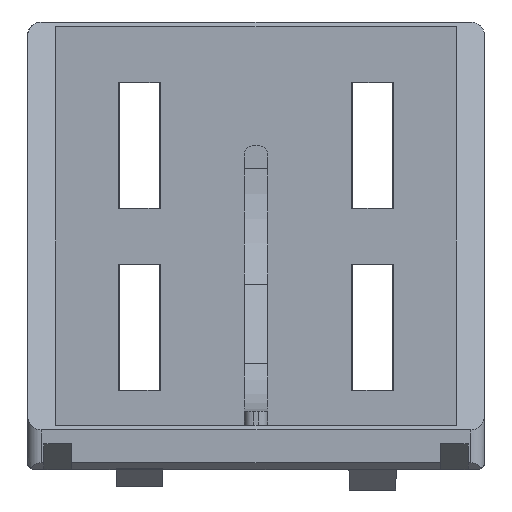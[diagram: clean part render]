
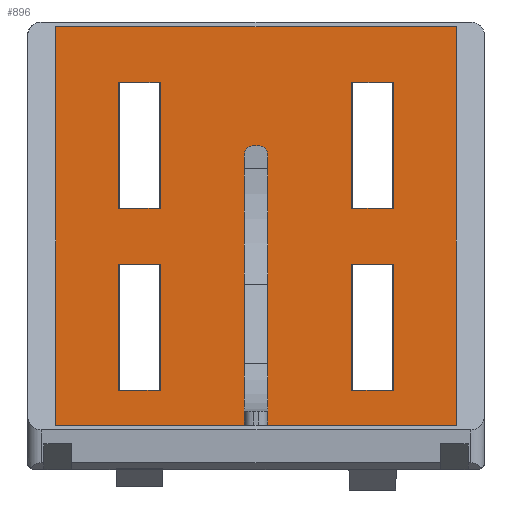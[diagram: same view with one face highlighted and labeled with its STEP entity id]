
A CAD part, front view. The second image highlights one B-rep face of the part: STEP entity #896.
In plain terms, the highlighted planar face has unit normal (0, -1, 0).
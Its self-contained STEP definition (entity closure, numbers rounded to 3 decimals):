
#896=ADVANCED_FACE('',(#1873,#1874,#1875,#1876,#1877),#1878,.F.);
#1873=FACE_OUTER_BOUND('',#2893,.T.);
#1874=FACE_BOUND('',#2894,.T.);
#1875=FACE_BOUND('',#2895,.T.);
#1876=FACE_BOUND('',#2896,.T.);
#1877=FACE_BOUND('',#2897,.T.);
#1878=PLANE('',#2898);
#2893=EDGE_LOOP('',(#5685,#5686,#5687,#5688,#5689,#5690,#5691,#5692,#5693,#5694));
#2894=EDGE_LOOP('',(#5695,#5696,#5697,#5698));
#2895=EDGE_LOOP('',(#5699,#5700,#5701,#5702));
#2896=EDGE_LOOP('',(#5703,#5704,#5705,#5706));
#2897=EDGE_LOOP('',(#5707,#5708,#5709,#5710));
#2898=AXIS2_PLACEMENT_3D('',#5711,#5712,#5713);
#5685=ORIENTED_EDGE('',*,*,#7206,.F.);
#5686=ORIENTED_EDGE('',*,*,#7207,.T.);
#5687=ORIENTED_EDGE('',*,*,#7208,.F.);
#5688=ORIENTED_EDGE('',*,*,#6172,.T.);
#5689=ORIENTED_EDGE('',*,*,#6164,.T.);
#5690=ORIENTED_EDGE('',*,*,#6162,.F.);
#5691=ORIENTED_EDGE('',*,*,#7209,.F.);
#5692=ORIENTED_EDGE('',*,*,#6170,.T.);
#5693=ORIENTED_EDGE('',*,*,#7210,.T.);
#5694=ORIENTED_EDGE('',*,*,#7211,.T.);
#5695=ORIENTED_EDGE('',*,*,#7187,.F.);
#5696=ORIENTED_EDGE('',*,*,#7212,.F.);
#5697=ORIENTED_EDGE('',*,*,#7198,.T.);
#5698=ORIENTED_EDGE('',*,*,#7213,.T.);
#5699=ORIENTED_EDGE('',*,*,#7214,.T.);
#5700=ORIENTED_EDGE('',*,*,#7215,.F.);
#5701=ORIENTED_EDGE('',*,*,#7216,.F.);
#5702=ORIENTED_EDGE('',*,*,#7217,.T.);
#5703=ORIENTED_EDGE('',*,*,#7218,.T.);
#5704=ORIENTED_EDGE('',*,*,#7219,.F.);
#5705=ORIENTED_EDGE('',*,*,#7220,.F.);
#5706=ORIENTED_EDGE('',*,*,#7221,.T.);
#5707=ORIENTED_EDGE('',*,*,#7182,.F.);
#5708=ORIENTED_EDGE('',*,*,#7204,.F.);
#5709=ORIENTED_EDGE('',*,*,#7193,.T.);
#5710=ORIENTED_EDGE('',*,*,#7190,.T.);
#5711=CARTESIAN_POINT('',(0.,-9.5,9.5));
#5712=DIRECTION('',(0.,1.0,0.));
#5713=DIRECTION('',(1.0,0.0,0.));
#6162=EDGE_CURVE('',#7412,#7407,#7414,.F.);
#6164=EDGE_CURVE('',#7416,#7407,#7417,.T.);
#6170=EDGE_CURVE('',#7427,#7425,#7428,.F.);
#6172=EDGE_CURVE('',#7430,#7416,#7431,.F.);
#7182=EDGE_CURVE('',#8946,#8948,#8949,.T.);
#7187=EDGE_CURVE('',#8954,#8956,#8957,.T.);
#7190=EDGE_CURVE('',#8960,#8948,#8961,.F.);
#7193=EDGE_CURVE('',#8964,#8960,#8965,.T.);
#7198=EDGE_CURVE('',#8972,#8970,#8973,.T.);
#7204=EDGE_CURVE('',#8964,#8946,#8980,.T.);
#7206=EDGE_CURVE('',#8982,#8983,#8984,.F.);
#7207=EDGE_CURVE('',#8982,#8985,#8986,.T.);
#7208=EDGE_CURVE('',#7430,#8985,#8987,.T.);
#7209=EDGE_CURVE('',#7427,#7412,#8988,.F.);
#7210=EDGE_CURVE('',#7425,#8989,#8990,.T.);
#7211=EDGE_CURVE('',#8989,#8983,#8991,.T.);
#7212=EDGE_CURVE('',#8972,#8954,#8992,.F.);
#7213=EDGE_CURVE('',#8970,#8956,#8993,.T.);
#7214=EDGE_CURVE('',#8994,#8995,#8996,.F.);
#7215=EDGE_CURVE('',#8997,#8995,#8998,.T.);
#7216=EDGE_CURVE('',#8999,#8997,#9000,.F.);
#7217=EDGE_CURVE('',#8999,#8994,#9001,.F.);
#7218=EDGE_CURVE('',#9002,#9003,#9004,.F.);
#7219=EDGE_CURVE('',#9005,#9003,#9006,.T.);
#7220=EDGE_CURVE('',#9007,#9005,#9008,.F.);
#7221=EDGE_CURVE('',#9007,#9002,#9009,.F.);
#7407=VERTEX_POINT('',#9244);
#7412=VERTEX_POINT('',#9251);
#7414=LINE('',#9254,#9255);
#7416=VERTEX_POINT('',#9257);
#7417=LINE('',#9258,#9259);
#7425=VERTEX_POINT('',#9269);
#7427=VERTEX_POINT('',#9272);
#7428=LINE('',#9273,#9274);
#7430=VERTEX_POINT('',#9277);
#7431=LINE('',#9278,#9279);
#8946=VERTEX_POINT('',#11469);
#8948=VERTEX_POINT('',#11472);
#8949=LINE('',#11473,#11474);
#8954=VERTEX_POINT('',#11481);
#8956=VERTEX_POINT('',#11484);
#8957=LINE('',#11485,#11486);
#8960=VERTEX_POINT('',#11490);
#8961=LINE('',#11491,#11492);
#8964=VERTEX_POINT('',#11496);
#8965=LINE('',#11497,#11498);
#8970=VERTEX_POINT('',#11505);
#8972=VERTEX_POINT('',#11508);
#8973=LINE('',#11509,#11510);
#8980=LINE('',#11520,#11521);
#8982=VERTEX_POINT('',#11523);
#8983=VERTEX_POINT('',#11524);
#8984=LINE('',#11525,#11526);
#8985=VERTEX_POINT('',#11527);
#8986=CIRCLE('',#11528,2.0);
#8987=LINE('',#11529,#11530);
#8988=LINE('',#11531,#11532);
#8989=VERTEX_POINT('',#11533);
#8990=LINE('',#11534,#11535);
#8991=CIRCLE('',#11536,2.0);
#8992=LINE('',#11537,#11538);
#8993=LINE('',#11539,#11540);
#8994=VERTEX_POINT('',#11541);
#8995=VERTEX_POINT('',#11542);
#8996=LINE('',#11543,#11544);
#8997=VERTEX_POINT('',#11545);
#8998=LINE('',#11546,#11547);
#8999=VERTEX_POINT('',#11548);
#9000=LINE('',#11549,#11550);
#9001=LINE('',#11551,#11552);
#9002=VERTEX_POINT('',#11553);
#9003=VERTEX_POINT('',#11554);
#9004=LINE('',#11555,#11556);
#9005=VERTEX_POINT('',#11557);
#9006=LINE('',#11558,#11559);
#9007=VERTEX_POINT('',#11560);
#9008=LINE('',#11561,#11562);
#9009=LINE('',#11563,#11564);
#9244=CARTESIAN_POINT('',(43.0,-9.5,95.0));
#9251=CARTESIAN_POINT('',(-43.0,-9.5,95.0));
#9254=CARTESIAN_POINT('',(0.,-9.5,95.0));
#9255=VECTOR('',#11825,1.0);
#9257=CARTESIAN_POINT('',(43.0,-9.5,9.5));
#9258=CARTESIAN_POINT('',(43.0,-9.5,4.75));
#9259=VECTOR('',#11826,1.0);
#9269=CARTESIAN_POINT('',(-2.5,-9.5,9.5));
#9272=CARTESIAN_POINT('',(-43.0,-9.5,9.5));
#9273=CARTESIAN_POINT('',(0.,-9.5,9.5));
#9274=VECTOR('',#11833,1.0);
#9277=CARTESIAN_POINT('',(2.5,-9.5,9.5));
#9278=CARTESIAN_POINT('',(0.,-9.5,9.5));
#9279=VECTOR('',#11835,1.0);
#11469=CARTESIAN_POINT('',(-20.568,-9.5,17.0));
#11472=CARTESIAN_POINT('',(-20.57,-9.5,44.082));
#11473=CARTESIAN_POINT('',(-20.567,-9.5,4.149));
#11474=VECTOR('',#12722,1.0);
#11481=CARTESIAN_POINT('',(-20.571,-9.5,56.0));
#11484=CARTESIAN_POINT('',(-20.573,-9.5,83.082));
#11485=CARTESIAN_POINT('',(-20.567,-9.5,4.149));
#11486=VECTOR('',#12726,1.0);
#11490=CARTESIAN_POINT('',(-29.436,-9.5,44.082));
#11491=CARTESIAN_POINT('',(-15.275,-9.5,44.082));
#11492=VECTOR('',#12728,1.0);
#11496=CARTESIAN_POINT('',(-29.434,-9.5,17.0));
#11497=CARTESIAN_POINT('',(-29.433,-9.5,4.149));
#11498=VECTOR('',#12730,1.0);
#11505=CARTESIAN_POINT('',(-29.439,-9.5,83.082));
#11508=CARTESIAN_POINT('',(-29.437,-9.5,56.0));
#11509=CARTESIAN_POINT('',(-29.433,-9.5,4.149));
#11510=VECTOR('',#12734,1.0);
#11520=CARTESIAN_POINT('',(-10.325,-9.5,17.0));
#11521=VECTOR('',#12738,1.0);
#11523=CARTESIAN_POINT('',(0.5,-9.5,69.5));
#11524=CARTESIAN_POINT('',(-0.5,-9.5,69.5));
#11525=CARTESIAN_POINT('',(1.25,-9.5,69.5));
#11526=VECTOR('',#12739,1.0);
#11527=CARTESIAN_POINT('',(2.5,-9.5,67.5));
#11528=AXIS2_PLACEMENT_3D('',#12740,#12741,#12742);
#11529=CARTESIAN_POINT('',(2.5,-9.5,4.75));
#11530=VECTOR('',#12743,1.0);
#11531=CARTESIAN_POINT('',(-43.0,-9.5,4.75));
#11532=VECTOR('',#12744,1.0);
#11533=CARTESIAN_POINT('',(-2.5,-9.5,67.5));
#11534=CARTESIAN_POINT('',(-2.5,-9.5,4.75));
#11535=VECTOR('',#12745,1.0);
#11536=AXIS2_PLACEMENT_3D('',#12746,#12747,#12748);
#11537=CARTESIAN_POINT('',(-10.325,-9.5,56.0));
#11538=VECTOR('',#12749,1.0);
#11539=CARTESIAN_POINT('',(-15.275,-9.5,83.082));
#11540=VECTOR('',#12750,1.0);
#11541=CARTESIAN_POINT('',(20.566,-9.5,17.0));
#11542=CARTESIAN_POINT('',(20.564,-9.5,44.082));
#11543=CARTESIAN_POINT('',(20.567,-9.5,4.151));
#11544=VECTOR('',#12751,1.0);
#11545=CARTESIAN_POINT('',(29.43,-9.5,44.082));
#11546=CARTESIAN_POINT('',(15.275,-9.5,44.082));
#11547=VECTOR('',#12752,1.0);
#11548=CARTESIAN_POINT('',(29.432,-9.5,17.0));
#11549=CARTESIAN_POINT('',(29.433,-9.5,4.151));
#11550=VECTOR('',#12753,1.0);
#11551=CARTESIAN_POINT('',(10.325,-9.5,17.0));
#11552=VECTOR('',#12754,1.0);
#11553=CARTESIAN_POINT('',(20.563,-9.5,56.0));
#11554=CARTESIAN_POINT('',(20.561,-9.5,83.082));
#11555=CARTESIAN_POINT('',(20.567,-9.5,4.151));
#11556=VECTOR('',#12755,1.0);
#11557=CARTESIAN_POINT('',(29.427,-9.5,83.082));
#11558=CARTESIAN_POINT('',(15.275,-9.5,83.082));
#11559=VECTOR('',#12756,1.0);
#11560=CARTESIAN_POINT('',(29.429,-9.5,56.0));
#11561=CARTESIAN_POINT('',(29.433,-9.5,4.151));
#11562=VECTOR('',#12757,1.0);
#11563=CARTESIAN_POINT('',(10.325,-9.5,56.0));
#11564=VECTOR('',#12758,1.0);
#11825=DIRECTION('',(-1.0,0.,0.));
#11826=DIRECTION('',(0.,0.,1.0));
#11833=DIRECTION('',(-1.0,0.,0.));
#11835=DIRECTION('',(-1.0,0.,0.));
#12722=DIRECTION('',(0.,0.,1.));
#12726=DIRECTION('',(0.,0.,1.));
#12728=DIRECTION('',(-1.0,0.,0.));
#12730=DIRECTION('',(0.,0.,1.));
#12734=DIRECTION('',(0.,0.,1.));
#12738=DIRECTION('',(1.0,0.,0.));
#12739=DIRECTION('',(1.0,0.,0.));
#12740=CARTESIAN_POINT('',(0.5,-9.5,67.5));
#12741=DIRECTION('',(0.,1.0,0.));
#12742=DIRECTION('',(1.0,0.0,0.));
#12743=DIRECTION('',(0.,0.,1.0));
#12744=DIRECTION('',(0.,0.,-1.0));
#12745=DIRECTION('',(0.,0.,1.0));
#12746=CARTESIAN_POINT('',(-0.5,-9.5,67.5));
#12747=DIRECTION('',(0.,1.0,0.));
#12748=DIRECTION('',(-1.0,0.0,0.));
#12749=DIRECTION('',(-1.0,0.,0.));
#12750=DIRECTION('',(1.0,0.,0.));
#12751=DIRECTION('',(0.,0.,-1.));
#12752=DIRECTION('',(-1.0,0.,0.));
#12753=DIRECTION('',(0.,0.,-1.));
#12754=DIRECTION('',(1.0,0.,0.));
#12755=DIRECTION('',(0.,0.,-1.));
#12756=DIRECTION('',(-1.0,0.,0.));
#12757=DIRECTION('',(0.,0.,-1.));
#12758=DIRECTION('',(1.0,0.,0.));
